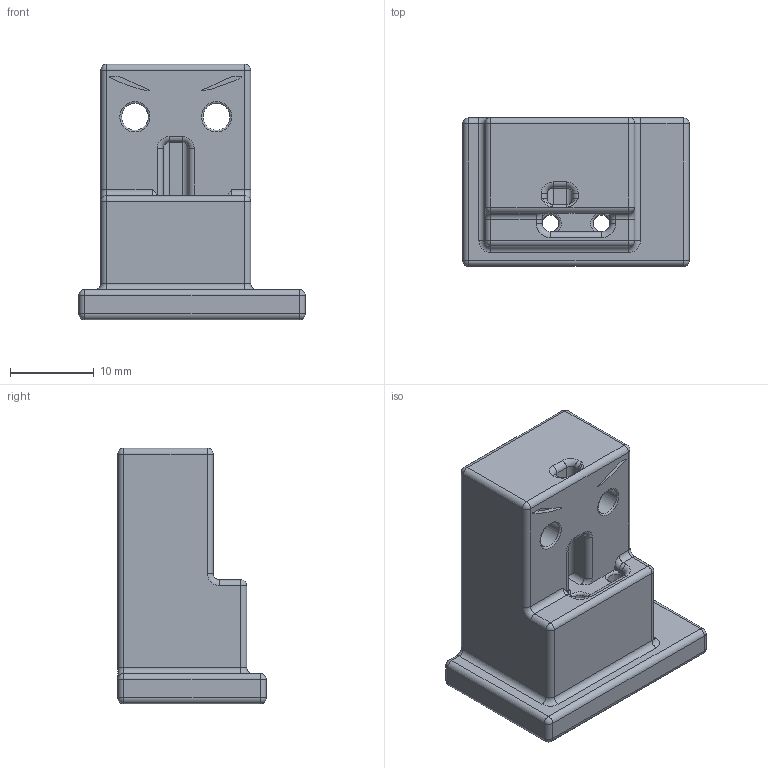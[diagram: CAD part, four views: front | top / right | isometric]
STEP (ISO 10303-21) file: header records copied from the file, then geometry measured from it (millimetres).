
FILE_DESCRIPTION(/* description */ (''),/* implementation_level */ '2;1');
FILE_NAME(/* name */ 'Another Roboust ABSB mount.step',/* time_stamp */ '2022-05-07T23:20:16+01:00',/* author */ (''),/* organization */ (''),/* preprocessor_version */ 'ST-DEVELOPER v18.1',/* originating_system */ 'Autodesk Translation Framework v10.14.0.1471',/* authorisation */ '');
FILE_SCHEMA (('AUTOMOTIVE_DESIGN { 1 0 10303 214 3 1 1 }'));
Length unit declared in the file: millimetre
Products named in the file (1): mount 6x3 mag 
Bounding box: 27.03 x 17.73 x 30.52 mm (x, y, z)
Volume: 7264.5 mm3; surface area: 3534.5 mm2
Topology: 1 solids, 1 shells, 188 faces, 451 edges, 259 vertices
Faces by surface type: cylinder 68, plane 48, torus 33, bspline 20, sphere 14, cone 5
Full cylindrical faces by diameter (mm): 1.5 x2, 2 x2, 3.2 x2
Entity records: 6468 total; most frequent: CARTESIAN_POINT 2188, DIRECTION 893, ORIENTED_EDGE 892, EDGE_CURVE 446, AXIS2_PLACEMENT_3D 360, VERTEX_POINT 259, EDGE_LOOP 197, FACE_OUTER_BOUND 188
